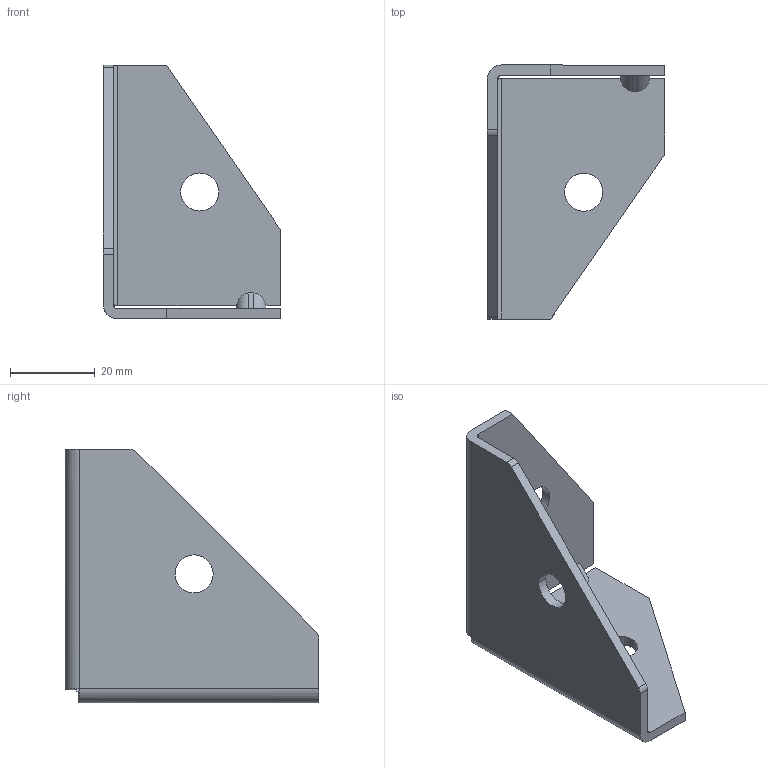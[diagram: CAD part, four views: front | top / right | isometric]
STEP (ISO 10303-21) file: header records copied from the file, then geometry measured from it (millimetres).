
FILE_DESCRIPTION (( 'STEP AP203' ), '1' );
FILE_NAME ('412146813_c_1.STEP', '2022-09-29T16:10:24', ( '' ), ( '' ), 'SwSTEP 2.0', 'SolidWorks 2014', '' );
FILE_SCHEMA (( 'CONFIG_CONTROL_DESIGN' ));
Length unit declared in the file: millimetre
Products named in the file (1): 412146813_c_1
Bounding box: 42 x 60 x 60 mm (x, y, z)
Volume: 13912 mm3; surface area: 12576.1 mm2
Topology: 1 solids, 1 shells, 33 faces, 87 edges, 54 vertices
Faces by surface type: plane 17, cylinder 14, bspline 2
Entity records: 1190 total; most frequent: CARTESIAN_POINT 293, ORIENTED_EDGE 174, DIRECTION 163, EDGE_CURVE 87, LINE 59, VECTOR 59, VERTEX_POINT 54, AXIS2_PLACEMENT_3D 52
